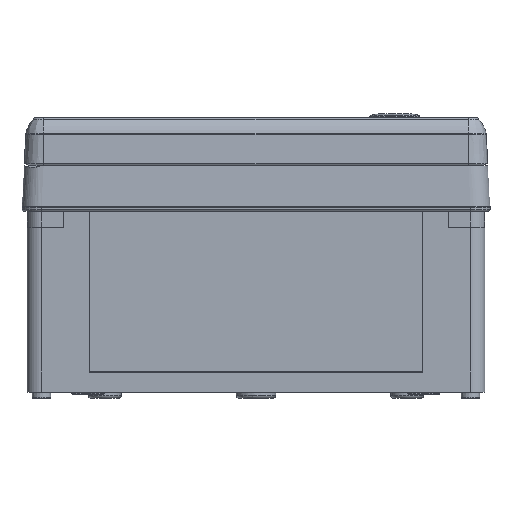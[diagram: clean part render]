
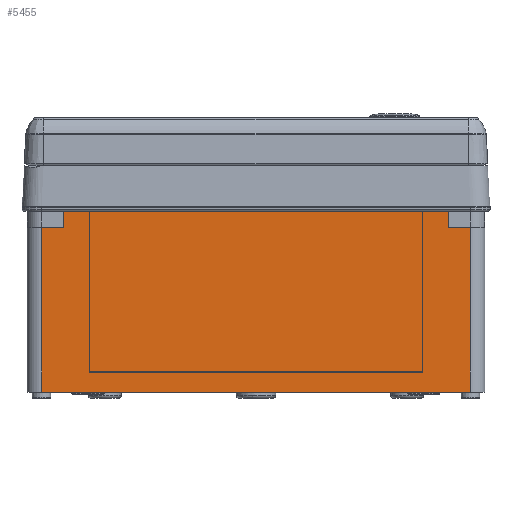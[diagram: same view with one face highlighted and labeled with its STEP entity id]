
A CAD part, front view. The second image highlights one B-rep face of the part: STEP entity #5455.
In plain terms, the highlighted planar face has unit normal (0, -1, 0).
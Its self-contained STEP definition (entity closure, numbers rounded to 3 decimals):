
#5455 = ADVANCED_FACE( '', ( #11773, #11774 ), #11775, .T. );
#11773 = FACE_OUTER_BOUND( '', #19451, .T. );
#11774 = FACE_BOUND( '', #19452, .T. );
#11775 = PLANE( '', #19453 );
#19451 = EDGE_LOOP( '', ( #35732, #35733, #35734, #35735, #35736, #35737, #35738, #35739 ) );
#19452 = EDGE_LOOP( '', ( #35740, #35741, #35742, #35743, #35744, #35745, #35746, #35747 ) );
#19453 = AXIS2_PLACEMENT_3D( '', #35748, #35749, #35750 );
#35732 = ORIENTED_EDGE( '', *, *, #47842, .F. );
#35733 = ORIENTED_EDGE( '', *, *, #44492, .T. );
#35734 = ORIENTED_EDGE( '', *, *, #45335, .F. );
#35735 = ORIENTED_EDGE( '', *, *, #45527, .T. );
#35736 = ORIENTED_EDGE( '', *, *, #47843, .T. );
#35737 = ORIENTED_EDGE( '', *, *, #43176, .F. );
#35738 = ORIENTED_EDGE( '', *, *, #45004, .F. );
#35739 = ORIENTED_EDGE( '', *, *, #42850, .T. );
#35740 = ORIENTED_EDGE( '', *, *, #46215, .T. );
#35741 = ORIENTED_EDGE( '', *, *, #46007, .T. );
#35742 = ORIENTED_EDGE( '', *, *, #47844, .T. );
#35743 = ORIENTED_EDGE( '', *, *, #42674, .T. );
#35744 = ORIENTED_EDGE( '', *, *, #47845, .T. );
#35745 = ORIENTED_EDGE( '', *, *, #47846, .T. );
#35746 = ORIENTED_EDGE( '', *, *, #44385, .T. );
#35747 = ORIENTED_EDGE( '', *, *, #47847, .T. );
#35748 = CARTESIAN_POINT( '', ( -137.5, -146.75, -118.5 ) );
#35749 = DIRECTION( '', ( 0., -1., 0. ) );
#35750 = DIRECTION( '', ( 0., 0., -1. ) );
#42674 = EDGE_CURVE( '', #51310, #51314, #51316, .T. );
#42850 = EDGE_CURVE( '', #51613, #51611, #51614, .T. );
#43176 = EDGE_CURVE( '', #52167, #52169, #52170, .T. );
#44385 = EDGE_CURVE( '', #54147, #54151, #54153, .T. );
#44492 = EDGE_CURVE( '', #54327, #54325, #54328, .T. );
#45004 = EDGE_CURVE( '', #51613, #52167, #55106, .T. );
#45335 = EDGE_CURVE( '', #55605, #54325, #55606, .T. );
#45527 = EDGE_CURVE( '', #55605, #55895, #55897, .T. );
#46007 = EDGE_CURVE( '', #56601, #56605, #56607, .T. );
#46215 = EDGE_CURVE( '', #56893, #56601, #56896, .T. );
#47842 = EDGE_CURVE( '', #54327, #51611, #59070, .T. );
#47843 = EDGE_CURVE( '', #55895, #52169, #59071, .T. );
#47844 = EDGE_CURVE( '', #56605, #51310, #59072, .T. );
#47845 = EDGE_CURVE( '', #51314, #59073, #59074, .T. );
#47846 = EDGE_CURVE( '', #59073, #54147, #59075, .T. );
#47847 = EDGE_CURVE( '', #54151, #56893, #59076, .T. );
#51310 = VERTEX_POINT( '', #64787 );
#51314 = VERTEX_POINT( '', #64793 );
#51316 = LINE( '', #64796, #64797 );
#51611 = VERTEX_POINT( '', #65210 );
#51613 = VERTEX_POINT( '', #65213 );
#51614 = LINE( '', #65214, #65215 );
#52167 = VERTEX_POINT( '', #66129 );
#52169 = VERTEX_POINT( '', #66132 );
#52170 = LINE( '', #66133, #66134 );
#54147 = VERTEX_POINT( '', #69069 );
#54151 = VERTEX_POINT( '', #69075 );
#54153 = LINE( '', #69078, #69079 );
#54325 = VERTEX_POINT( '', #69331 );
#54327 = VERTEX_POINT( '', #69333 );
#54328 = LINE( '', #69334, #69335 );
#55106 = LINE( '', #70656, #70657 );
#55605 = VERTEX_POINT( '', #71558 );
#55606 = LINE( '', #71559, #71560 );
#55895 = VERTEX_POINT( '', #71984 );
#55897 = LINE( '', #71986, #71987 );
#56601 = VERTEX_POINT( '', #73033 );
#56605 = VERTEX_POINT( '', #73039 );
#56607 = LINE( '', #73042, #73043 );
#56893 = VERTEX_POINT( '', #73545 );
#56896 = LINE( '', #73550, #73551 );
#59070 = LINE( '', #77130, #77131 );
#59071 = LINE( '', #77132, #77133 );
#59072 = LINE( '', #77134, #77135 );
#59073 = VERTEX_POINT( '', #77136 );
#59074 = LINE( '', #77137, #77138 );
#59075 = LINE( '', #77139, #77140 );
#59076 = LINE( '', #77141, #77142 );
#64787 = CARTESIAN_POINT( '', ( -107.05, -146.75, -3.5 ) );
#64793 = CARTESIAN_POINT( '', ( -106.55, -146.75, -3.5 ) );
#64796 = CARTESIAN_POINT( '', ( -137.5, -146.75, -3.5 ) );
#64797 = VECTOR( '', #80350, 1000. );
#65210 = CARTESIAN_POINT( '', ( -123.35, -146.75, -2.5 ) );
#65213 = CARTESIAN_POINT( '', ( 123.35, -146.75, -2.5 ) );
#65214 = CARTESIAN_POINT( '', ( -137.5, -146.75, -2.5 ) );
#65215 = VECTOR( '', #80590, 1000. );
#66129 = CARTESIAN_POINT( '', ( 123.35, -146.75, -12.8 ) );
#66132 = CARTESIAN_POINT( '', ( 137.5, -146.75, -12.8 ) );
#66133 = CARTESIAN_POINT( '', ( -137.5, -146.75, -12.8 ) );
#66134 = VECTOR( '', #80995, 1000. );
#69069 = CARTESIAN_POINT( '', ( 106.55, -146.75, -105.3 ) );
#69075 = CARTESIAN_POINT( '', ( 106.55, -146.75, -3.5 ) );
#69078 = CARTESIAN_POINT( '', ( 106.55, -146.75, -118.5 ) );
#69079 = VECTOR( '', #82493, 1000. );
#69331 = CARTESIAN_POINT( '', ( -137.5, -146.75, -12.8 ) );
#69333 = CARTESIAN_POINT( '', ( -123.35, -146.75, -12.8 ) );
#69334 = CARTESIAN_POINT( '', ( -137.5, -146.75, -12.8 ) );
#69335 = VECTOR( '', #82612, 1000. );
#70656 = CARTESIAN_POINT( '', ( 123.35, -146.75, -118.5 ) );
#70657 = VECTOR( '', #83190, 1000. );
#71558 = CARTESIAN_POINT( '', ( -137.5, -146.75, -118.5 ) );
#71559 = CARTESIAN_POINT( '', ( -137.5, -146.75, -118.5 ) );
#71560 = VECTOR( '', #83546, 1000. );
#71984 = CARTESIAN_POINT( '', ( 137.5, -146.75, -118.5 ) );
#71986 = CARTESIAN_POINT( '', ( -137.5, -146.75, -118.5 ) );
#71987 = VECTOR( '', #83825, 1000. );
#73033 = CARTESIAN_POINT( '', ( 107.05, -146.75, -105.8 ) );
#73039 = CARTESIAN_POINT( '', ( -107.05, -146.75, -105.8 ) );
#73042 = CARTESIAN_POINT( '', ( -137.5, -146.75, -105.8 ) );
#73043 = VECTOR( '', #84402, 1000. );
#73545 = CARTESIAN_POINT( '', ( 107.05, -146.75, -3.5 ) );
#73550 = CARTESIAN_POINT( '', ( 107.05, -146.75, -118.5 ) );
#73551 = VECTOR( '', #84601, 1000. );
#77130 = CARTESIAN_POINT( '', ( -123.35, -146.75, -118.5 ) );
#77131 = VECTOR( '', #86239, 1000. );
#77132 = CARTESIAN_POINT( '', ( 137.5, -146.75, -118.5 ) );
#77133 = VECTOR( '', #86240, 1000. );
#77134 = CARTESIAN_POINT( '', ( -107.05, -146.75, -118.5 ) );
#77135 = VECTOR( '', #86241, 1000. );
#77136 = CARTESIAN_POINT( '', ( -106.55, -146.75, -105.3 ) );
#77137 = CARTESIAN_POINT( '', ( -106.55, -146.75, -118.5 ) );
#77138 = VECTOR( '', #86242, 1000. );
#77139 = CARTESIAN_POINT( '', ( -137.5, -146.75, -105.3 ) );
#77140 = VECTOR( '', #86243, 1000. );
#77141 = CARTESIAN_POINT( '', ( -137.5, -146.75, -3.5 ) );
#77142 = VECTOR( '', #86244, 1000. );
#80350 = DIRECTION( '', ( 1., 0., 0. ) );
#80590 = DIRECTION( '', ( -1., 0., 0. ) );
#80995 = DIRECTION( '', ( 1., 0., 0. ) );
#82493 = DIRECTION( '', ( 0., 0., 1. ) );
#82612 = DIRECTION( '', ( -1., 0., 0. ) );
#83190 = DIRECTION( '', ( 0., 0., -1. ) );
#83546 = DIRECTION( '', ( 0., 0., 1. ) );
#83825 = DIRECTION( '', ( 1., 0., 0. ) );
#84402 = DIRECTION( '', ( -1., 0., 0. ) );
#84601 = DIRECTION( '', ( 0., 0., -1. ) );
#86239 = DIRECTION( '', ( 0., 0., 1. ) );
#86240 = DIRECTION( '', ( 0., 0., 1. ) );
#86241 = DIRECTION( '', ( 0., 0., 1. ) );
#86242 = DIRECTION( '', ( 0., 0., -1. ) );
#86243 = DIRECTION( '', ( 1., 0., 0. ) );
#86244 = DIRECTION( '', ( 1., 0., 0. ) );
